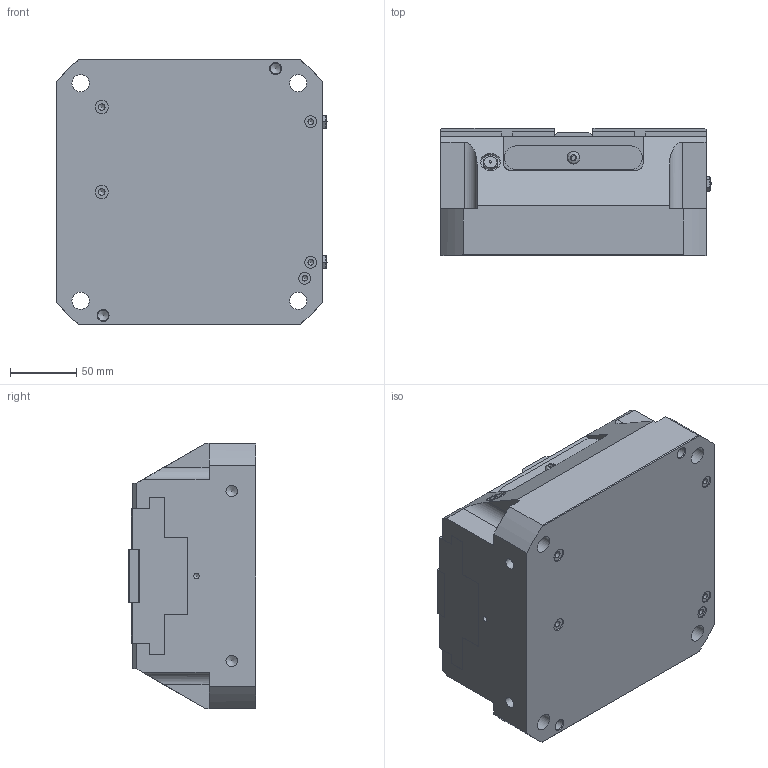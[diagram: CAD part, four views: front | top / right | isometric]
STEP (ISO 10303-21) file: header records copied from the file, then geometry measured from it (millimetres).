
FILE_DESCRIPTION(/* description */ (''),/* implementation_level */ '2;1');
FILE_NAME(/* name */ 'CFB-200-C1-PN.stp',/* time_stamp */ '2018-01-19T16:09:34+01:00',/* author */ ('Tecnico'),/* organization */ (''),/* preprocessor_version */ 'ST-DEVELOPER v16.13',/* originating_system */ 'Autodesk Inventor 2018',/* authorisation */ '');
FILE_SCHEMA (('AUTOMOTIVE_DESIGN { 1 0 10303 214 3 1 1 }'));
Length unit declared in the file: millimetre
Products named in the file (9): CFB-200-C1-PN; Piastrina; Griffa; Corpo; Mascherina-NO SENS; Tassello; VTB M5; CNS 4558 - M5 x 8; ISO 2338 - 5 h8 x 10 - B
Assembly tree (12 placements, depth 2):
  CFB-200-C1-PN
    Piastrina
    Griffa  x2
    Corpo
    Mascherina-NO SENS
    Tassello  x2
    VTB M5
    CNS 4558 - M5 x 8  x2
    ISO 2338 - 5 h8 x 10 - B  x2
Bounding box: 204 x 95.8 x 200 mm (x, y, z)
Volume: 3179943.2 mm3; surface area: 271428.6 mm2
Topology: 12 solids, 14 shells, 502 faces, 1259 edges, 801 vertices
Faces by surface type: plane 288, cylinder 120, cone 89, sphere 4, bspline 1
Full cylindrical faces by diameter (mm): 4.134 x1, 4.2 x8, 4.917 x2, 5 x11, 5.3 x1, 5.5 x2, 6.647 x32, 6.917 x2, 8 x2, 8.566 x2, 9 x3, 9.5 x1, 10 x4, 13 x4, 15 x2
Entity records: 10525 total; most frequent: CARTESIAN_POINT 1906, DIRECTION 1716, ORIENTED_EDGE 1540, EDGE_CURVE 770, AXIS2_PLACEMENT_3D 617, VERTEX_POINT 543, EDGE_LOOP 515, LINE 482
